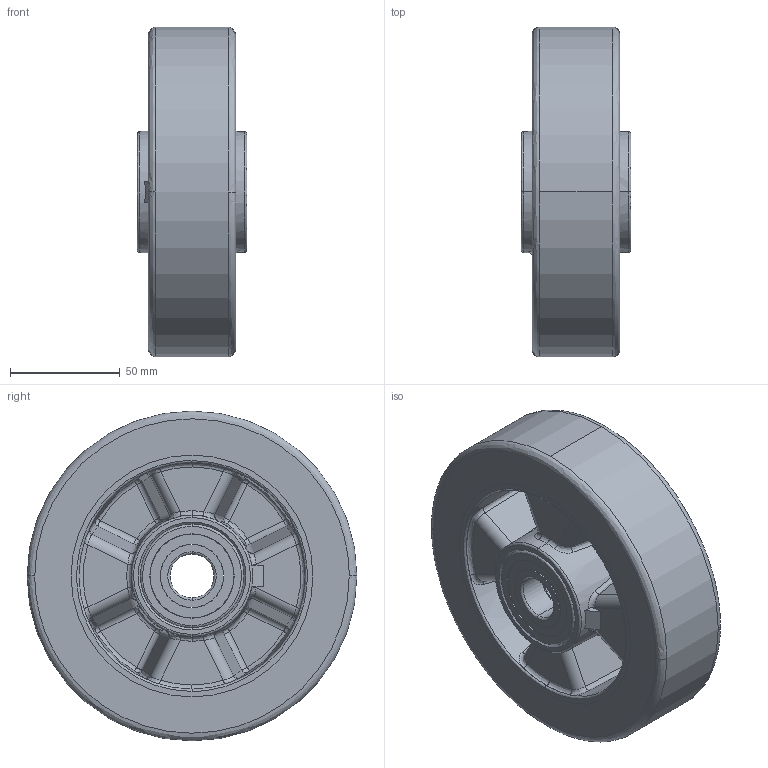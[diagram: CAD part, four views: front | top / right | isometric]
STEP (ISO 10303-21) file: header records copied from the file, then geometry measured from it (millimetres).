
FILE_DESCRIPTION (( 'STEP AP214' ), '1' );
FILE_NAME ('0016061.step', '2023-01-03T10:41:48', ( '' ), ( '' ), 'SwSTEP 2.0', 'SolidWorks 2020', '' );
FILE_SCHEMA (( 'AUTOMOTIVE_DESIGN' ));
Length unit declared in the file: millimetre
Products named in the file (1): 0016061
Bounding box: 50 x 150 x 150 mm (x, y, z)
Volume: 472162.9 mm3; surface area: 137150.7 mm2
Topology: 9 solids, 9 shells, 419 faces, 1137 edges, 660 vertices
Faces by surface type: bspline 248, cylinder 82, plane 65, cone 24
Entity records: 21410 total; most frequent: CARTESIAN_POINT 10943, ORIENTED_EDGE 2162, DIRECTION 1217, EDGE_CURVE 1081, VERTEX_POINT 660, B_SPLINE_CURVE_WITH_KNOTS 539, AXIS2_PLACEMENT_3D 532, EDGE_LOOP 445
